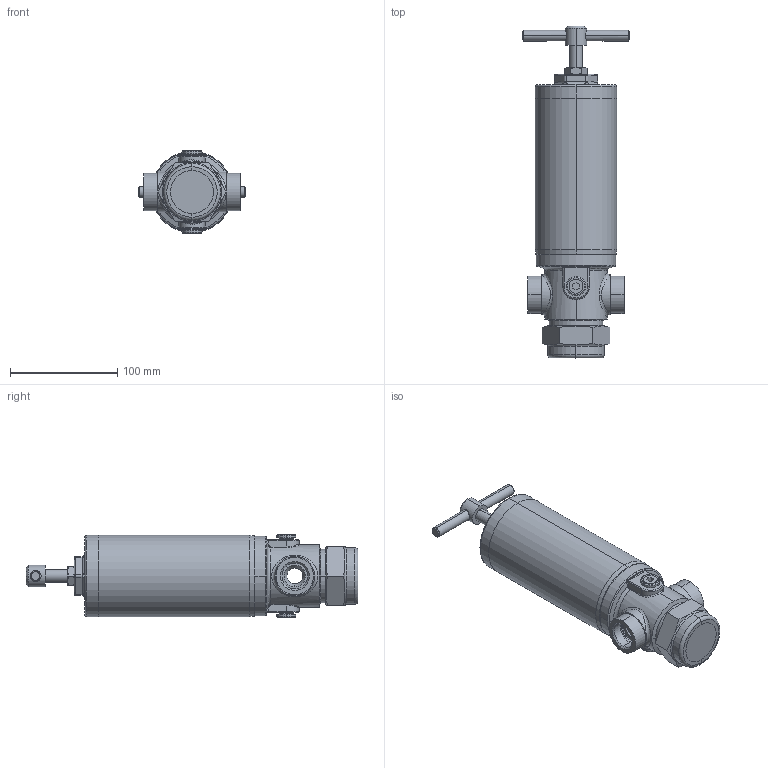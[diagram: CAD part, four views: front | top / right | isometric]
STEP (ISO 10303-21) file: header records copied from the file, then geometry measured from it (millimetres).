
FILE_DESCRIPTION (( 'STEP AP203' ), '1' );
FILE_NAME ('70 BG I G34 Female.STEP', '2017-12-11T14:49:26', ( '' ), ( '' ), 'SwSTEP 2.0', 'SolidWorks 2016', '' );
FILE_SCHEMA (( 'CONFIG_CONTROL_DESIGN' ));
Length unit declared in the file: millimetre
Products named in the file (1): 70 BG I G34 Female
Bounding box: 100 x 310.06 x 77 mm (x, y, z)
Volume: 336952.1 mm3; surface area: 149007.1 mm2
Topology: 8 solids, 8 shells, 413 faces, 905 edges, 531 vertices
Faces by surface type: cylinder 125, cone 101, plane 89, torus 70, bspline 28
Entity records: 14449 total; most frequent: CARTESIAN_POINT 5426, DIRECTION 1960, ORIENTED_EDGE 1810, EDGE_CURVE 905, AXIS2_PLACEMENT_3D 845, VERTEX_POINT 531, CIRCLE 459, EDGE_LOOP 452
